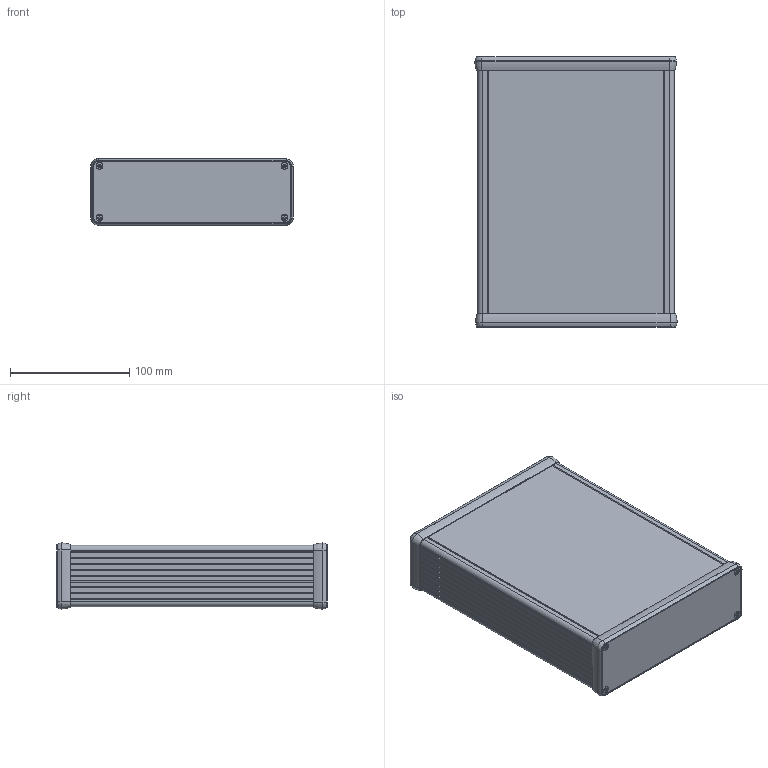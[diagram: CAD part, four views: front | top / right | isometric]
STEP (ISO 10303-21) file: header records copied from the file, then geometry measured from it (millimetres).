
FILE_DESCRIPTION(('FreeCAD Model'),'2;1');
FILE_NAME('1455T2201_zeroed.stp','2020-05-10T21:24:52',(''),(''), 'Open CASCADE STEP processor 6.9','FreeCAD','Unknown');
FILE_SCHEMA(('AUTOMOTIVE_DESIGN_CC2 { 1 2 10303 214 -1 1 5 4 }'));
Length unit declared in the file: millimetre
Products named in the file (6): ASSEMBLY; T_extrusion_220mm; 1455_screw003; T_End_Plate; T_Bezel_Open; T_Extrusion_Cap_220mm
Assembly tree (14 placements, depth 2):
  ASSEMBLY
    T_extrusion_220mm
    1455_screw003  x8
    T_End_Plate  x2
    T_Bezel_Open  x2
    T_Extrusion_Cap_220mm
Bounding box: 170 x 227 x 55.7 mm (x, y, z)
Volume: 281688 mm3; surface area: 286170.2 mm2
Topology: 14 solids, 14 shells, 654 faces, 1762 edges, 1148 vertices
Faces by surface type: plane 314, cylinder 236, cone 64, torus 24, bspline 16
Full cylindrical faces by diameter (mm): 3.5 x24
Entity records: 31190 total; most frequent: CARTESIAN_POINT 8364, DIRECTION 4337, LINE 2559, VECTOR 2559, ORIENTED_EDGE 2284, PCURVE 2284, DEFINITIONAL_REPRESENTATION 2284, EDGE_CURVE 1142
